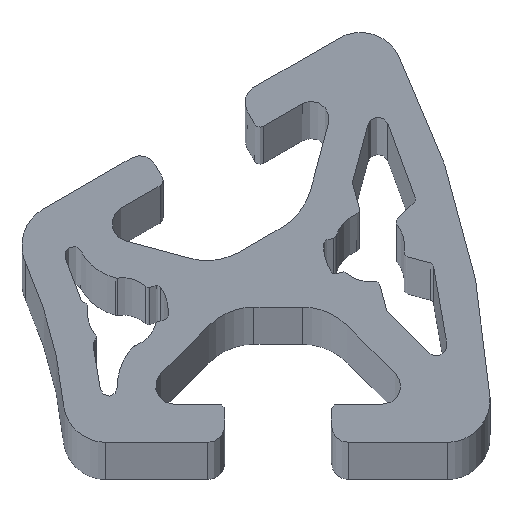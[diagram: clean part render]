
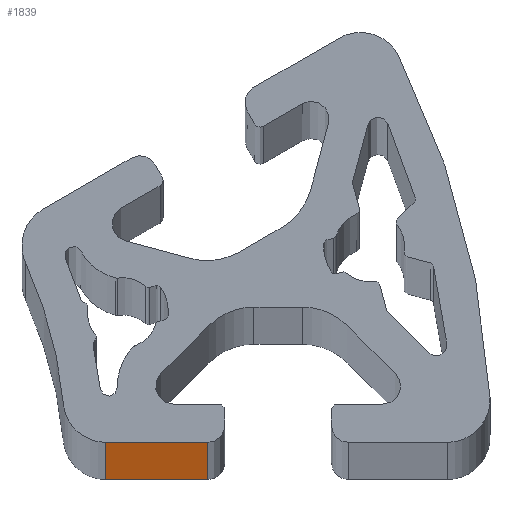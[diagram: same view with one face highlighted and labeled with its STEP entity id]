
A CAD part, top view. The second image highlights one B-rep face of the part: STEP entity #1839.
In plain terms, the highlighted planar face has unit normal (0, -1, 0).
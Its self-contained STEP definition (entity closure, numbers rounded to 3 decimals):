
#53=PLANE('',#2048);
#142=FACE_OUTER_BOUND('',#237,.T.);
#237=EDGE_LOOP('',(#1578,#1579,#1580,#1581));
#462=LINE('',#3027,#622);
#514=LINE('',#3172,#674);
#515=LINE('',#3175,#675);
#516=LINE('',#3176,#676);
#622=VECTOR('',#2449,4.791);
#674=VECTOR('',#2611,1000.);
#675=VECTOR('',#2614,4.791);
#676=VECTOR('',#2615,1000.);
#821=VERTEX_POINT('',#3024);
#822=VERTEX_POINT('',#3026);
#860=VERTEX_POINT('',#3170);
#861=VERTEX_POINT('',#3174);
#1057=EDGE_CURVE('',#821,#822,#462,.T.);
#1130=EDGE_CURVE('',#821,#860,#514,.T.);
#1131=EDGE_CURVE('',#861,#860,#515,.T.);
#1132=EDGE_CURVE('',#822,#861,#516,.T.);
#1578=ORIENTED_EDGE('',*,*,#1130,.T.);
#1579=ORIENTED_EDGE('',*,*,#1131,.F.);
#1580=ORIENTED_EDGE('',*,*,#1132,.F.);
#1581=ORIENTED_EDGE('',*,*,#1057,.F.);
#1839=ADVANCED_FACE('',(#142),#53,.T.);
#2048=AXIS2_PLACEMENT_3D('',#3173,#2612,#2613);
#2449=DIRECTION('',(-1.,0.,0.));
#2611=DIRECTION('',(0.,0.,1.));
#2612=DIRECTION('center_axis',(0.,-1.,0.));
#2613=DIRECTION('ref_axis',(1.,0.,0.));
#2614=DIRECTION('',(1.,0.,0.));
#2615=DIRECTION('',(0.,0.,1.));
#3024=CARTESIAN_POINT('',(4.791,0.,-500.));
#3026=CARTESIAN_POINT('',(0.,0.,
-500.));
#3027=CARTESIAN_POINT('',(0.,0.,
-500.));
#3170=CARTESIAN_POINT('',(4.791,0.,500.));
#3172=CARTESIAN_POINT('',(4.791,0.,0.));
#3173=CARTESIAN_POINT('Origin',(0.,0.,
0.));
#3174=CARTESIAN_POINT('',(0.,0.,
500.));
#3175=CARTESIAN_POINT('',(0.,0.,
500.));
#3176=CARTESIAN_POINT('',(0.,0.,
0.));
